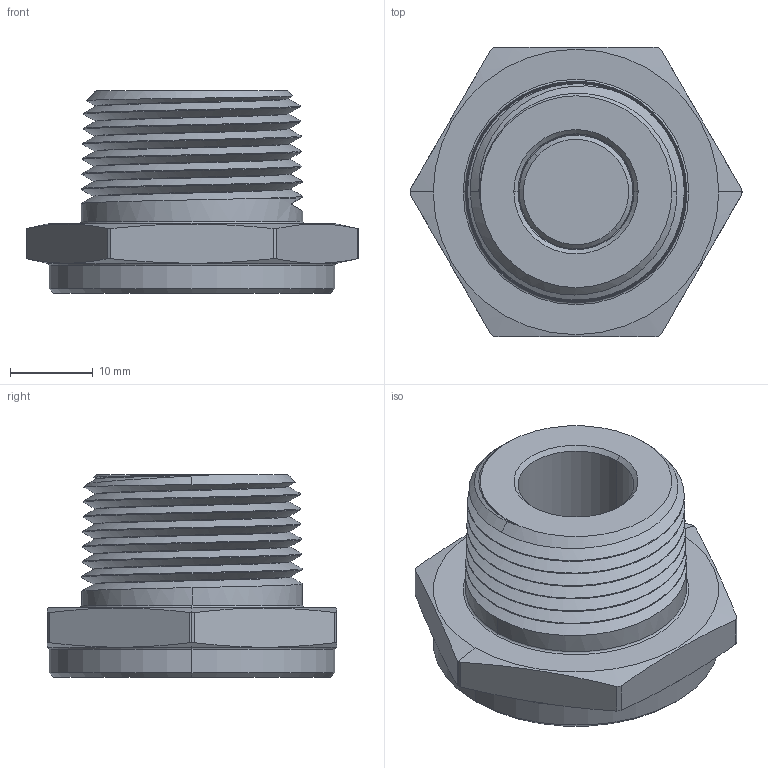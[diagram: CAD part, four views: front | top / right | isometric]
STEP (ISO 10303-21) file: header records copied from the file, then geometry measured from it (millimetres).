
FILE_DESCRIPTION (( 'STEP AP214' ), '1' );
FILE_NAME ('101059.step', '2013-08-23T19:37:29', ( '' ), ( '' ), 'SwSTEP 2.0', 'SolidWorks 2012', '' );
FILE_SCHEMA (( 'AUTOMOTIVE_DESIGN' ));
Length unit declared in the file: inch
Products named in the file (3): 402059; 403059; 101059
Assembly tree (2 placements, depth 2):
  101059
    403059
    402059
Bounding box: 40.02 x 34.92 x 24.38 mm (x, y, z)
Volume: 13561 mm3; surface area: 6427.4 mm2
Topology: 2 solids, 2 shells, 72 faces, 174 edges, 108 vertices
Faces by surface type: cone 29, cylinder 17, plane 15, torus 8, bspline 3
Entity records: 5687 total; most frequent: CARTESIAN_POINT 3946, ORIENTED_EDGE 348, DIRECTION 333, EDGE_CURVE 174, AXIS2_PLACEMENT_3D 138, VERTEX_POINT 108, EDGE_LOOP 76, FACE_OUTER_BOUND 72
